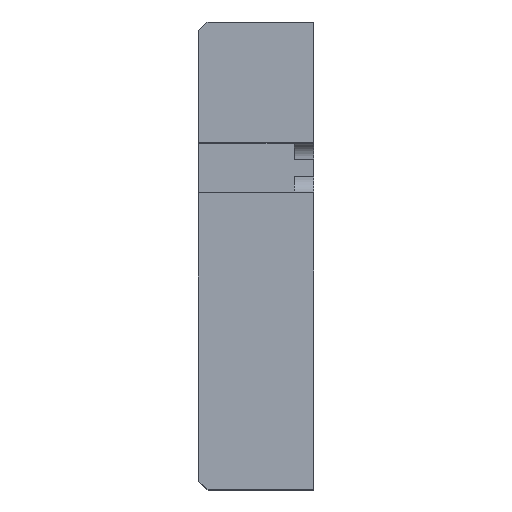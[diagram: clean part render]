
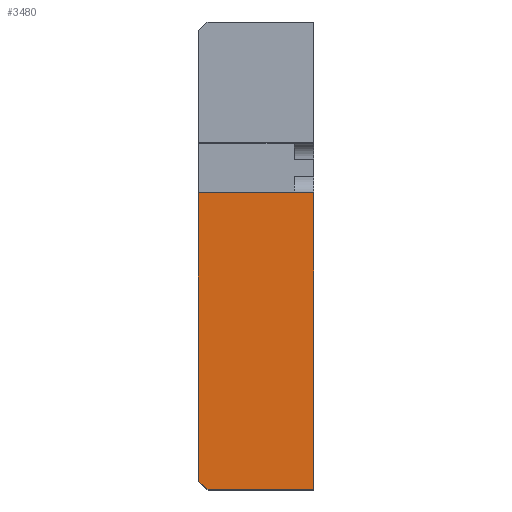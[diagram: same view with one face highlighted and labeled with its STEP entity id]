
A CAD part, top view. The second image highlights one B-rep face of the part: STEP entity #3480.
In plain terms, the highlighted planar face has unit normal (0, 0, 1).
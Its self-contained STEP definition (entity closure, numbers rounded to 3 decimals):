
#93=PLANE('',#3687);
#218=FACE_OUTER_BOUND('',#403,.T.);
#403=EDGE_LOOP('',(#2471,#2472,#2473,#2474,#2475));
#766=LINE('',#5049,#1131);
#788=LINE('',#5093,#1153);
#791=LINE('',#5099,#1156);
#792=LINE('',#5101,#1157);
#793=LINE('',#5102,#1158);
#1131=VECTOR('',#3980,12.016);
#1153=VECTOR('',#4008,11.054);
#1156=VECTOR('',#4013,10.);
#1157=VECTOR('',#4014,12.016);
#1158=VECTOR('',#4015,10.);
#1530=VERTEX_POINT('',#5046);
#1531=VERTEX_POINT('',#5048);
#1550=VERTEX_POINT('',#5092);
#1552=VERTEX_POINT('',#5098);
#1553=VERTEX_POINT('',#5100);
#1895=EDGE_CURVE('',#1530,#1531,#766,.T.);
#1917=EDGE_CURVE('',#1531,#1550,#788,.T.);
#1920=EDGE_CURVE('',#1552,#1530,#791,.T.);
#1921=EDGE_CURVE('',#1552,#1553,#792,.T.);
#1922=EDGE_CURVE('',#1550,#1553,#793,.T.);
#2471=ORIENTED_EDGE('',*,*,#1917,.F.);
#2472=ORIENTED_EDGE('',*,*,#1895,.F.);
#2473=ORIENTED_EDGE('',*,*,#1920,.F.);
#2474=ORIENTED_EDGE('',*,*,#1921,.T.);
#2475=ORIENTED_EDGE('',*,*,#1922,.F.);
#3480=ADVANCED_FACE('',(#218),#93,.T.);
#3687=AXIS2_PLACEMENT_3D('',#5097,#4011,#4012);
#3980=DIRECTION('',(-1.,0.,0.));
#4008=DIRECTION('',(-0.769,0.64,0.));
#4011=DIRECTION('center_axis',(0.,0.,
1.));
#4012=DIRECTION('ref_axis',(1.,0.,0.));
#4013=DIRECTION('',(0.,-1.,0.));
#4014=DIRECTION('',(-1.,0.,0.));
#4015=DIRECTION('',(0.,1.,0.));
#5046=CARTESIAN_POINT('',(55.255,154.426,861.514));
#5048=CARTESIAN_POINT('',(42.157,154.426,861.514));
#5049=CARTESIAN_POINT('',(55.255,154.426,861.514));
#5092=CARTESIAN_POINT('',(40.956,155.426,861.514));
#5093=CARTESIAN_POINT('',(45.131,151.951,861.514));
#5097=CARTESIAN_POINT('Origin',(55.255,154.426,861.514));
#5098=CARTESIAN_POINT('',(55.255,191.226,861.514));
#5099=CARTESIAN_POINT('',(55.255,191.226,861.514));
#5100=CARTESIAN_POINT('',(40.956,191.226,861.514));
#5101=CARTESIAN_POINT('',(55.255,191.226,861.514));
#5102=CARTESIAN_POINT('',(40.956,191.226,861.514));
